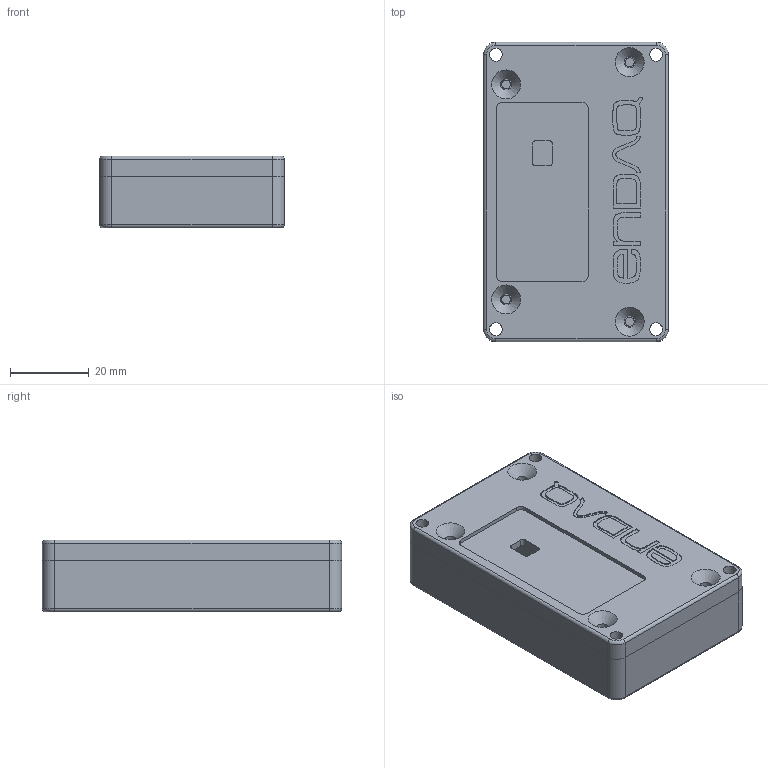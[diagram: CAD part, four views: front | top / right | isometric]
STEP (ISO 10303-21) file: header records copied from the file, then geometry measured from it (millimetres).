
FILE_DESCRIPTION(/* description */ (''),/* implementation_level */ '2;1');
FILE_NAME(/* name */ 'S5 Enclosure Assembly.step',/* time_stamp */ '2020-07-29T10:36:41-04:00',/* author */ (''),/* organization */ (''),/* preprocessor_version */ 'ST-DEVELOPER v18.1',/* originating_system */ 'Autodesk Translation Framework v9.3.0.1241',/* authorisation */ '');
FILE_SCHEMA (('AUTOMOTIVE_DESIGN { 1 0 10303 214 3 1 1 }'));
Length unit declared in the file: millimetre
Products named in the file (3): S5 Enclosure Assembly; S5 Enclosure Top Model (S5-TOP); S5 Enclosure Bottom Model (S5-BOT)
Assembly tree (2 placements, depth 2):
  S5 Enclosure Assembly
    S5 Enclosure Top Model (S5-TOP)
    S5 Enclosure Bottom Model (S5-BOT)
Bounding box: 46.99 x 76.2 x 18.29 mm (x, y, z)
Volume: 26570.8 mm3; surface area: 26732.4 mm2
Topology: 2 solids, 2 shells, 630 faces, 1786 edges, 1183 vertices
Faces by surface type: cylinder 240, plane 238, bspline 140, torus 8, cone 4
Full cylindrical faces by diameter (mm): 1.613 x2, 1.664 x2, 2.261 x6, 2.946 x4, 3.264 x8, 5.08 x4
Entity records: 21439 total; most frequent: CARTESIAN_POINT 4844, ORIENTED_EDGE 3572, DIRECTION 3435, EDGE_CURVE 1786, AXIS2_PLACEMENT_3D 1226, VERTEX_POINT 1183, LINE 983, VECTOR 983
